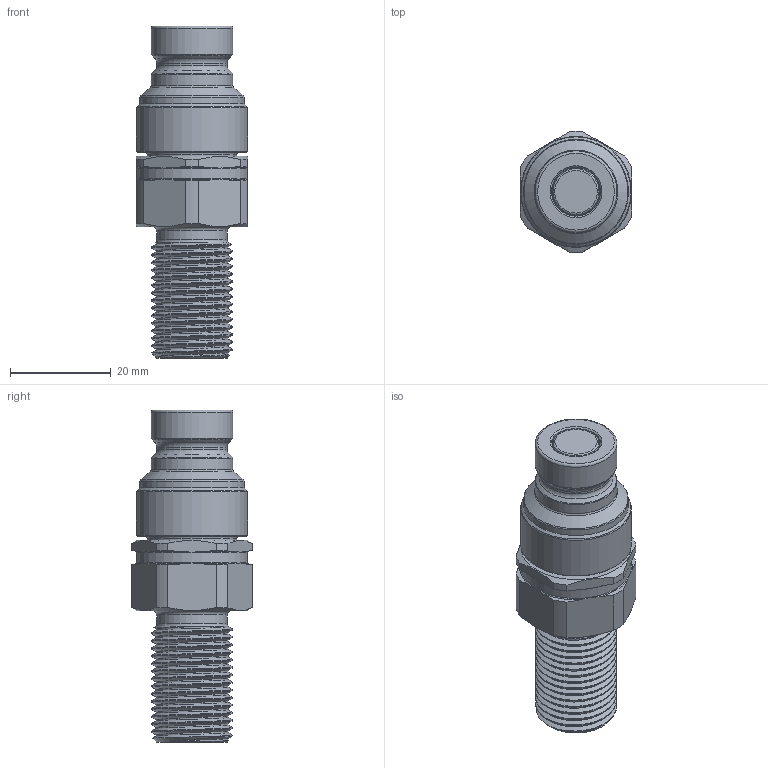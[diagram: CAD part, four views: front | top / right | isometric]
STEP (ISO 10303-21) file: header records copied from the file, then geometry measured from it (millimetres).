
FILE_DESCRIPTION(/* description */ (''),/* implementation_level */ '2;1');
FILE_NAME(/* name */ 'M2025777.stp',/* time_stamp */ '2023-10-09T00:05:45+02:00',/* author */ ('FM'),/* organization */ (''),/* preprocessor_version */ 'ST-DEVELOPER v19',/* originating_system */ 'Autodesk Inventor 2023',/* authorisation */ '');
FILE_SCHEMA (('AUTOMOTIVE_DESIGN { 1 0 10303 214 3 1 1 }'));
Length unit declared in the file: millimetre
Products named in the file (1): M2025777
Bounding box: 22 x 23.98 x 65.8 mm (x, y, z)
Volume: 11847.1 mm3; surface area: 10103.9 mm2
Topology: 3 solids, 3 shells, 193 faces, 496 edges, 316 vertices
Faces by surface type: cylinder 89, cone 43, torus 30, plane 25, bspline 6
Full cylindrical faces by diameter (mm): 6.2 x1, 8 x1, 9.6 x1, 9.7 x2, 10 x1, 10.5 x1, 11.9 x1, 12.3 x1, 13.1 x1, 13.95 x1, 14 x1, 14.376 x14, 16 x14, 16.2 x2, 17.8 x1, 17.917 x6, 18 x4, 19 x4, 19.083 x5, 19.3 x1, 20.8 x1, 22 x2
Entity records: 9980 total; most frequent: CARTESIAN_POINT 5451, ORIENTED_EDGE 990, DIRECTION 851, EDGE_CURVE 495, AXIS2_PLACEMENT_3D 362, VERTEX_POINT 316, EDGE_LOOP 205, STYLED_ITEM 196
